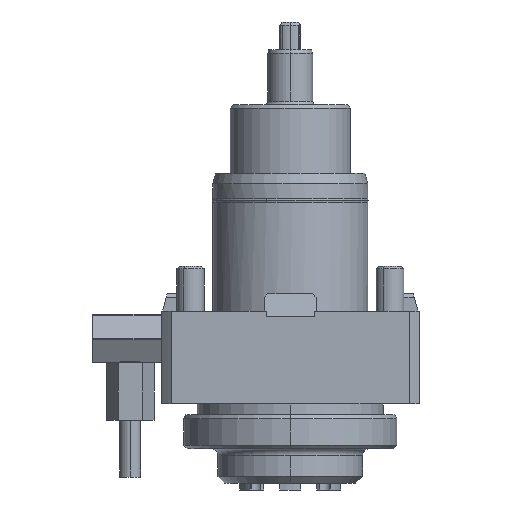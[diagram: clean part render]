
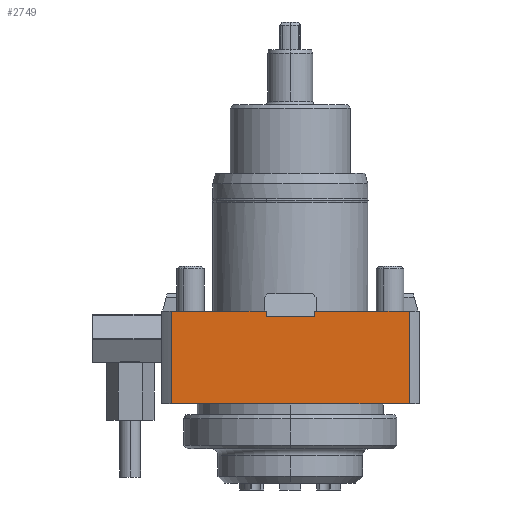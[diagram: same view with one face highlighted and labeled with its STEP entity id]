
A CAD part, front view. The second image highlights one B-rep face of the part: STEP entity #2749.
In plain terms, the highlighted planar face has unit normal (0, -1, 0).
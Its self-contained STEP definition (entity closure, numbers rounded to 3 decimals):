
#38=CARTESIAN_POINT('',(-7.,-37.5,-1.5));
#39=VERTEX_POINT('',#38);
#46=CARTESIAN_POINT('',(-7.,-37.5,0.));
#47=VERTEX_POINT('',#46);
#54=CARTESIAN_POINT('',(-7.,-37.5,0.));
#55=DIRECTION('',(0.,0.,-1.));
#56=VECTOR('',#55,1.5);
#57=LINE('',#54,#56);
#58=EDGE_CURVE('',#47,#39,#57,.T.);
#68=CARTESIAN_POINT('',(7.,-37.5,-1.5));
#69=VERTEX_POINT('',#68);
#78=CARTESIAN_POINT('',(7.,-37.5,0.));
#79=VERTEX_POINT('',#78);
#80=CARTESIAN_POINT('',(7.,-37.5,-1.5));
#81=DIRECTION('',(0.,-0.,1.));
#82=VECTOR('',#81,1.5);
#83=LINE('',#80,#82);
#84=EDGE_CURVE('',#69,#79,#83,.T.);
#935=CARTESIAN_POINT('',(-34.565,-37.5,0.));
#936=VERTEX_POINT('',#935);
#952=CARTESIAN_POINT('',(-34.565,-37.5,-27.));
#953=VERTEX_POINT('',#952);
#961=CARTESIAN_POINT('',(-34.565,-37.5,-27.));
#962=DIRECTION('',(0.,0.,1.));
#963=VECTOR('',#962,27.);
#964=LINE('',#961,#963);
#965=EDGE_CURVE('',#953,#936,#964,.T.);
#975=CARTESIAN_POINT('',(34.565,-37.5,0.));
#976=VERTEX_POINT('',#975);
#986=CARTESIAN_POINT('',(34.565,-37.5,-27.));
#987=VERTEX_POINT('',#986);
#988=CARTESIAN_POINT('',(34.565,-37.5,-27.));
#989=DIRECTION('',(0.,0.,1.));
#990=VECTOR('',#989,27.);
#991=LINE('',#988,#990);
#992=EDGE_CURVE('',#987,#976,#991,.T.);
#1140=CARTESIAN_POINT('',(-7.,-37.5,0.));
#1141=DIRECTION('',(-1.,0.,0.));
#1142=VECTOR('',#1141,27.565);
#1143=LINE('',#1140,#1142);
#1144=EDGE_CURVE('',#47,#936,#1143,.T.);
#1200=CARTESIAN_POINT('',(34.565,-37.5,0.));
#1201=DIRECTION('',(-1.,0.,0.));
#1202=VECTOR('',#1201,27.565);
#1203=LINE('',#1200,#1202);
#1204=EDGE_CURVE('',#976,#79,#1203,.T.);
#2563=CARTESIAN_POINT('',(-34.565,-37.5,-27.));
#2564=DIRECTION('',(1.,-0.,-0.));
#2565=VECTOR('',#2564,69.13);
#2566=LINE('',#2563,#2565);
#2567=EDGE_CURVE('',#953,#987,#2566,.T.);
#2729=CARTESIAN_POINT('',(1.458,-37.5,-4.388));
#2730=DIRECTION('',(-0.,-1.,0.));
#2731=DIRECTION('',(0.873,-0.,-0.487));
#2732=AXIS2_PLACEMENT_3D('',#2729,#2730,#2731);
#2733=PLANE('',#2732);
#2734=CARTESIAN_POINT('',(-7.,-37.5,-1.5));
#2735=DIRECTION('',(1.,-0.,-0.));
#2736=VECTOR('',#2735,14.);
#2737=LINE('',#2734,#2736);
#2738=EDGE_CURVE('',#39,#69,#2737,.T.);
#2739=ORIENTED_EDGE('',*,*,#2738,.F.);
#2740=ORIENTED_EDGE('',*,*,#58,.F.);
#2741=ORIENTED_EDGE('',*,*,#1144,.T.);
#2742=ORIENTED_EDGE('',*,*,#965,.F.);
#2743=ORIENTED_EDGE('',*,*,#2567,.T.);
#2744=ORIENTED_EDGE('',*,*,#992,.T.);
#2745=ORIENTED_EDGE('',*,*,#1204,.T.);
#2746=ORIENTED_EDGE('',*,*,#84,.F.);
#2747=EDGE_LOOP('',(#2739,#2740,#2741,#2742,#2743,#2744,#2745,#2746));
#2748=FACE_BOUND('',#2747,.T.);
#2749=ADVANCED_FACE('',(#2748),#2733,.T.);
